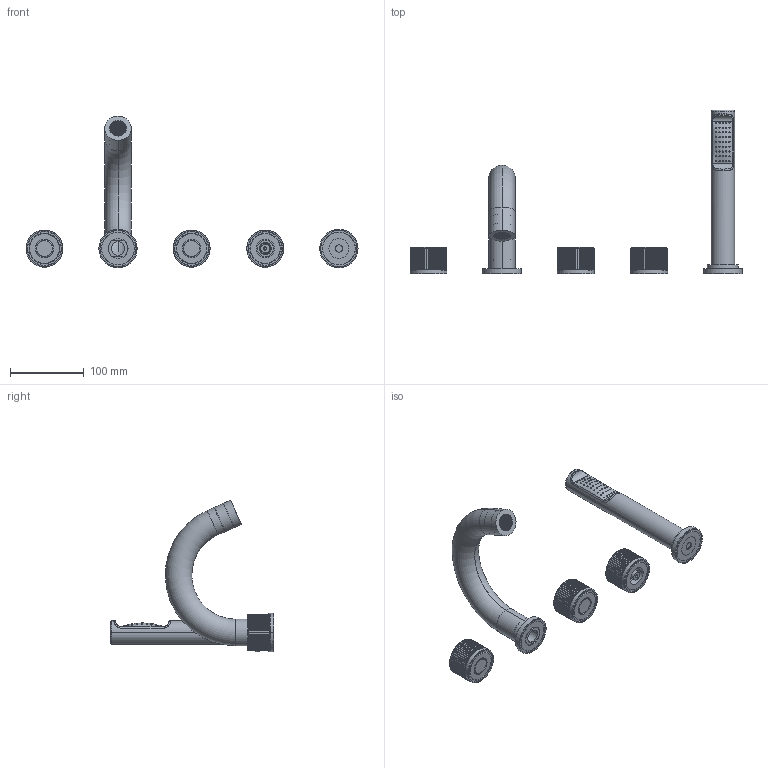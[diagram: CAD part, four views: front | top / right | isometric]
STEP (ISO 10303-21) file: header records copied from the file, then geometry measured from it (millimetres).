
FILE_DESCRIPTION((''),'2;1');
FILE_NAME('JO044CR','2021-02-09T10:05:16',('ut3'),('PAFFONI SpA'),'CREO PARAMETRIC BY PTC INC, 2020044','CREO PARAMETRIC BY PTC INC, 2020044','');
FILE_SCHEMA(('CONFIG_CONTROL_DESIGN','SHAPE_APPEARANCE_LAYERS_GROUPS'));
Length unit declared in the file: millimetre
Products named in the file (1): JO044CR
Bounding box: 451 x 222 x 206.12 mm (x, y, z)
Volume: 262764.7 mm3; surface area: 203113.2 mm2
Topology: 12 solids, 12 shells, 2288 faces, 6325 edges, 4080 vertices
Faces by surface type: plane 1368, cylinder 745, cone 94, torus 66, sphere 8, bspline 7
Entity records: 106049 total; most frequent: CARTESIAN_POINT 31157, ORIENTED_EDGE 12618, DIRECTION 11431, EDGE_CURVE 6309, VERTEX_POINT 4080, AXIS2_PLACEMENT_3D 3899, VECTOR 3633, LINE 3633
